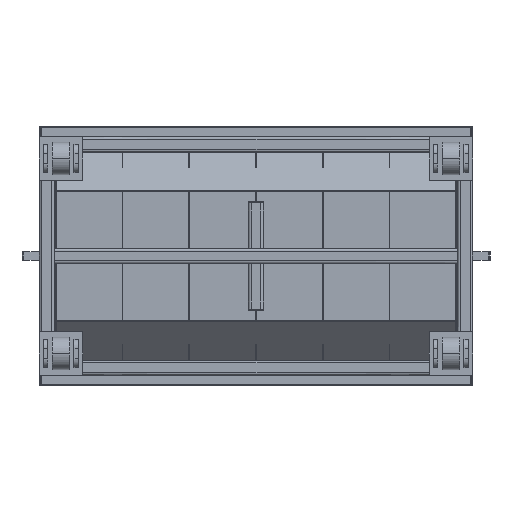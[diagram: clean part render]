
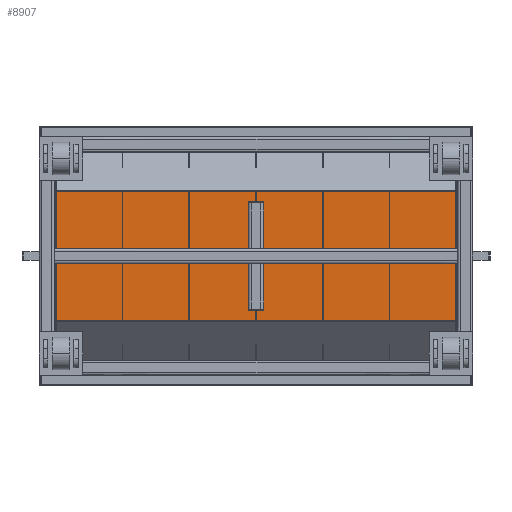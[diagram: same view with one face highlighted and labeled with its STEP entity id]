
A CAD part, front view. The second image highlights one B-rep face of the part: STEP entity #8907.
In plain terms, the highlighted free-form (B-spline) face has degree [1, 1] with [2, 2] control points.
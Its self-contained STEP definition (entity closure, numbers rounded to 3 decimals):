
#8907 = ADVANCED_FACE('',(#8908),#8938,.T.);
#8908 = FACE_BOUND('',#8909,.F.);
#8909 = EDGE_LOOP('',(#8910,#8919,#8926,#8933));
#8910 = ORIENTED_EDGE('',*,*,#8911,.T.);
#8911 = EDGE_CURVE('',#8912,#8914,#8916,.T.);
#8912 = VERTEX_POINT('',#8913);
#8913 = CARTESIAN_POINT('',(-630.531,0.,-202.896));
#8914 = VERTEX_POINT('',#8915);
#8915 = CARTESIAN_POINT('',(-630.531,0.,202.896));
#8916 = B_SPLINE_CURVE_WITH_KNOTS('',1,(#8917,#8918),.UNSPECIFIED.,.F.,
  .F.,(2,2),(0.,296.686),.PIECEWISE_BEZIER_KNOTS.);
#8917 = CARTESIAN_POINT('',(-630.531,0.,-202.896));
#8918 = CARTESIAN_POINT('',(-630.531,0.,202.896));
#8919 = ORIENTED_EDGE('',*,*,#8920,.T.);
#8920 = EDGE_CURVE('',#8914,#8921,#8923,.T.);
#8921 = VERTEX_POINT('',#8922);
#8922 = CARTESIAN_POINT('',(630.531,0.,202.896));
#8923 = B_SPLINE_CURVE_WITH_KNOTS('',1,(#8924,#8925),.UNSPECIFIED.,.F.,
  .F.,(2,2),(0.,922.),.PIECEWISE_BEZIER_KNOTS.);
#8924 = CARTESIAN_POINT('',(-630.531,0.,202.896));
#8925 = CARTESIAN_POINT('',(630.531,0.,202.896));
#8926 = ORIENTED_EDGE('',*,*,#8927,.T.);
#8927 = EDGE_CURVE('',#8921,#8928,#8930,.T.);
#8928 = VERTEX_POINT('',#8929);
#8929 = CARTESIAN_POINT('',(630.531,0.,-202.896));
#8930 = B_SPLINE_CURVE_WITH_KNOTS('',1,(#8931,#8932),.UNSPECIFIED.,.F.,
  .F.,(2,2),(0.,296.686),.PIECEWISE_BEZIER_KNOTS.);
#8931 = CARTESIAN_POINT('',(630.531,0.,202.896));
#8932 = CARTESIAN_POINT('',(630.531,0.,-202.896));
#8933 = ORIENTED_EDGE('',*,*,#8934,.T.);
#8934 = EDGE_CURVE('',#8928,#8912,#8935,.T.);
#8935 = B_SPLINE_CURVE_WITH_KNOTS('',1,(#8936,#8937),.UNSPECIFIED.,.F.,
  .F.,(2,2),(0.,922.),.PIECEWISE_BEZIER_KNOTS.);
#8936 = CARTESIAN_POINT('',(630.531,0.,-202.896));
#8937 = CARTESIAN_POINT('',(-630.531,0.,-202.896));
#8938 = B_SPLINE_SURFACE_WITH_KNOTS('',1,1,(
    (#8939,#8940)
    ,(#8941,#8942
    )),.UNSPECIFIED.,.F.,.F.,.F.,(2,2),(2,2),(4.,926.),(-298.343,
    -1.657),.PIECEWISE_BEZIER_KNOTS.);
#8939 = CARTESIAN_POINT('',(-630.531,0.,-202.896));
#8940 = CARTESIAN_POINT('',(-630.531,0.,202.896));
#8941 = CARTESIAN_POINT('',(630.531,0.,-202.896));
#8942 = CARTESIAN_POINT('',(630.531,0.,202.896));
